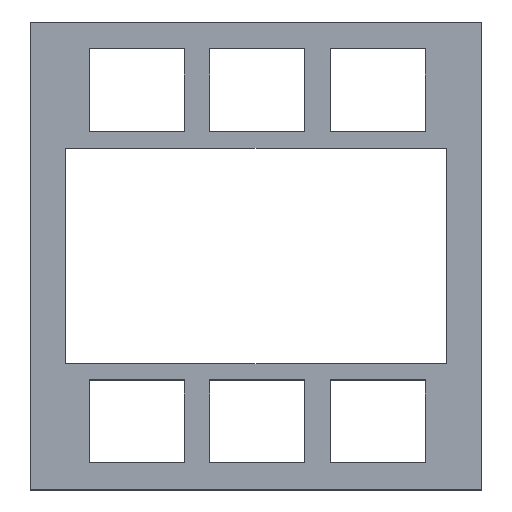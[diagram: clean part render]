
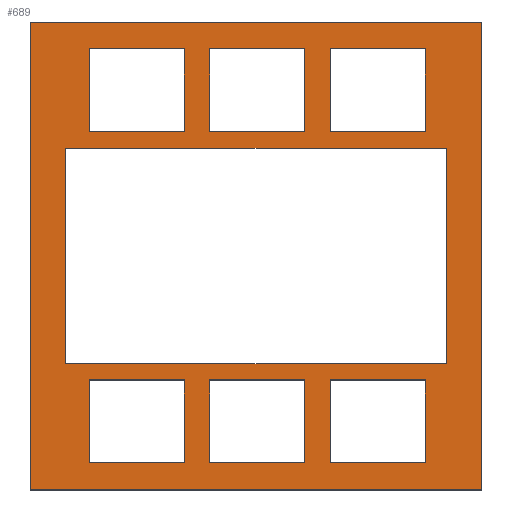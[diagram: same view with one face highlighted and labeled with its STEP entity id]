
A CAD part, top view. The second image highlights one B-rep face of the part: STEP entity #689.
In plain terms, the highlighted planar face has unit normal (0, 0, 1).
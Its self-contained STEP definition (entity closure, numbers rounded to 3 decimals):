
#15=FACE_BOUND('',#64,.T.);
#16=FACE_BOUND('',#65,.T.);
#17=FACE_BOUND('',#66,.T.);
#18=FACE_BOUND('',#67,.T.);
#19=FACE_BOUND('',#68,.T.);
#20=FACE_BOUND('',#69,.T.);
#21=FACE_BOUND('',#70,.T.);
#29=FACE_OUTER_BOUND('',#63,.T.);
#63=EDGE_LOOP('',(#463,#464,#465,#466));
#64=EDGE_LOOP('',(#467,#468,#469,#470));
#65=EDGE_LOOP('',(#471,#472,#473,#474));
#66=EDGE_LOOP('',(#475,#476,#477,#478));
#67=EDGE_LOOP('',(#479,#480,#481,#482));
#68=EDGE_LOOP('',(#483,#484,#485,#486));
#69=EDGE_LOOP('',(#487,#488,#489,#490));
#70=EDGE_LOOP('',(#491,#492,#493,#494));
#111=LINE('',#941,#207);
#112=LINE('',#943,#208);
#113=LINE('',#945,#209);
#114=LINE('',#946,#210);
#115=LINE('',#949,#211);
#116=LINE('',#951,#212);
#117=LINE('',#953,#213);
#118=LINE('',#954,#214);
#119=LINE('',#957,#215);
#120=LINE('',#959,#216);
#121=LINE('',#961,#217);
#122=LINE('',#962,#218);
#123=LINE('',#965,#219);
#124=LINE('',#967,#220);
#125=LINE('',#969,#221);
#126=LINE('',#970,#222);
#127=LINE('',#973,#223);
#128=LINE('',#975,#224);
#129=LINE('',#977,#225);
#130=LINE('',#978,#226);
#131=LINE('',#981,#227);
#132=LINE('',#983,#228);
#133=LINE('',#985,#229);
#134=LINE('',#986,#230);
#135=LINE('',#989,#231);
#136=LINE('',#991,#232);
#137=LINE('',#993,#233);
#138=LINE('',#994,#234);
#139=LINE('',#997,#235);
#140=LINE('',#999,#236);
#141=LINE('',#1001,#237);
#142=LINE('',#1002,#238);
#207=VECTOR('',#775,10.);
#208=VECTOR('',#776,10.);
#209=VECTOR('',#777,10.);
#210=VECTOR('',#778,10.);
#211=VECTOR('',#779,10.);
#212=VECTOR('',#780,10.);
#213=VECTOR('',#781,10.);
#214=VECTOR('',#782,10.);
#215=VECTOR('',#783,10.);
#216=VECTOR('',#784,10.);
#217=VECTOR('',#785,10.);
#218=VECTOR('',#786,10.);
#219=VECTOR('',#787,10.);
#220=VECTOR('',#788,10.);
#221=VECTOR('',#789,10.);
#222=VECTOR('',#790,10.);
#223=VECTOR('',#791,10.);
#224=VECTOR('',#792,10.);
#225=VECTOR('',#793,10.);
#226=VECTOR('',#794,10.);
#227=VECTOR('',#795,10.);
#228=VECTOR('',#796,10.);
#229=VECTOR('',#797,10.);
#230=VECTOR('',#798,10.);
#231=VECTOR('',#799,10.);
#232=VECTOR('',#800,10.);
#233=VECTOR('',#801,10.);
#234=VECTOR('',#802,10.);
#235=VECTOR('',#803,10.);
#236=VECTOR('',#804,10.);
#237=VECTOR('',#805,10.);
#238=VECTOR('',#806,10.);
#303=VERTEX_POINT('',#939);
#304=VERTEX_POINT('',#940);
#305=VERTEX_POINT('',#942);
#306=VERTEX_POINT('',#944);
#307=VERTEX_POINT('',#947);
#308=VERTEX_POINT('',#948);
#309=VERTEX_POINT('',#950);
#310=VERTEX_POINT('',#952);
#311=VERTEX_POINT('',#955);
#312=VERTEX_POINT('',#956);
#313=VERTEX_POINT('',#958);
#314=VERTEX_POINT('',#960);
#315=VERTEX_POINT('',#963);
#316=VERTEX_POINT('',#964);
#317=VERTEX_POINT('',#966);
#318=VERTEX_POINT('',#968);
#319=VERTEX_POINT('',#971);
#320=VERTEX_POINT('',#972);
#321=VERTEX_POINT('',#974);
#322=VERTEX_POINT('',#976);
#323=VERTEX_POINT('',#979);
#324=VERTEX_POINT('',#980);
#325=VERTEX_POINT('',#982);
#326=VERTEX_POINT('',#984);
#327=VERTEX_POINT('',#987);
#328=VERTEX_POINT('',#988);
#329=VERTEX_POINT('',#990);
#330=VERTEX_POINT('',#992);
#331=VERTEX_POINT('',#995);
#332=VERTEX_POINT('',#996);
#333=VERTEX_POINT('',#998);
#334=VERTEX_POINT('',#1000);
#367=EDGE_CURVE('',#303,#304,#111,.T.);
#368=EDGE_CURVE('',#304,#305,#112,.T.);
#369=EDGE_CURVE('',#305,#306,#113,.T.);
#370=EDGE_CURVE('',#306,#303,#114,.T.);
#371=EDGE_CURVE('',#307,#308,#115,.T.);
#372=EDGE_CURVE('',#308,#309,#116,.T.);
#373=EDGE_CURVE('',#309,#310,#117,.T.);
#374=EDGE_CURVE('',#310,#307,#118,.T.);
#375=EDGE_CURVE('',#311,#312,#119,.T.);
#376=EDGE_CURVE('',#313,#311,#120,.T.);
#377=EDGE_CURVE('',#314,#313,#121,.T.);
#378=EDGE_CURVE('',#312,#314,#122,.T.);
#379=EDGE_CURVE('',#315,#316,#123,.T.);
#380=EDGE_CURVE('',#317,#315,#124,.T.);
#381=EDGE_CURVE('',#318,#317,#125,.T.);
#382=EDGE_CURVE('',#316,#318,#126,.T.);
#383=EDGE_CURVE('',#319,#320,#127,.T.);
#384=EDGE_CURVE('',#321,#319,#128,.T.);
#385=EDGE_CURVE('',#322,#321,#129,.T.);
#386=EDGE_CURVE('',#320,#322,#130,.T.);
#387=EDGE_CURVE('',#323,#324,#131,.T.);
#388=EDGE_CURVE('',#325,#323,#132,.T.);
#389=EDGE_CURVE('',#326,#325,#133,.T.);
#390=EDGE_CURVE('',#324,#326,#134,.T.);
#391=EDGE_CURVE('',#327,#328,#135,.T.);
#392=EDGE_CURVE('',#329,#327,#136,.T.);
#393=EDGE_CURVE('',#330,#329,#137,.T.);
#394=EDGE_CURVE('',#328,#330,#138,.T.);
#395=EDGE_CURVE('',#331,#332,#139,.T.);
#396=EDGE_CURVE('',#333,#331,#140,.T.);
#397=EDGE_CURVE('',#334,#333,#141,.T.);
#398=EDGE_CURVE('',#332,#334,#142,.T.);
#463=ORIENTED_EDGE('',*,*,#367,.T.);
#464=ORIENTED_EDGE('',*,*,#368,.T.);
#465=ORIENTED_EDGE('',*,*,#369,.T.);
#466=ORIENTED_EDGE('',*,*,#370,.T.);
#467=ORIENTED_EDGE('',*,*,#371,.T.);
#468=ORIENTED_EDGE('',*,*,#372,.T.);
#469=ORIENTED_EDGE('',*,*,#373,.T.);
#470=ORIENTED_EDGE('',*,*,#374,.T.);
#471=ORIENTED_EDGE('',*,*,#375,.F.);
#472=ORIENTED_EDGE('',*,*,#376,.F.);
#473=ORIENTED_EDGE('',*,*,#377,.F.);
#474=ORIENTED_EDGE('',*,*,#378,.F.);
#475=ORIENTED_EDGE('',*,*,#379,.F.);
#476=ORIENTED_EDGE('',*,*,#380,.F.);
#477=ORIENTED_EDGE('',*,*,#381,.F.);
#478=ORIENTED_EDGE('',*,*,#382,.F.);
#479=ORIENTED_EDGE('',*,*,#383,.F.);
#480=ORIENTED_EDGE('',*,*,#384,.F.);
#481=ORIENTED_EDGE('',*,*,#385,.F.);
#482=ORIENTED_EDGE('',*,*,#386,.F.);
#483=ORIENTED_EDGE('',*,*,#387,.F.);
#484=ORIENTED_EDGE('',*,*,#388,.F.);
#485=ORIENTED_EDGE('',*,*,#389,.F.);
#486=ORIENTED_EDGE('',*,*,#390,.F.);
#487=ORIENTED_EDGE('',*,*,#391,.F.);
#488=ORIENTED_EDGE('',*,*,#392,.F.);
#489=ORIENTED_EDGE('',*,*,#393,.F.);
#490=ORIENTED_EDGE('',*,*,#394,.F.);
#491=ORIENTED_EDGE('',*,*,#395,.F.);
#492=ORIENTED_EDGE('',*,*,#396,.F.);
#493=ORIENTED_EDGE('',*,*,#397,.F.);
#494=ORIENTED_EDGE('',*,*,#398,.F.);
#655=PLANE('',#737);
#689=ADVANCED_FACE('',(#29,#15,#16,#17,#18,#19,#20,#21),#655,.F.);
#737=AXIS2_PLACEMENT_3D('',#938,#773,#774);
#773=DIRECTION('center_axis',(0.,0.,-1.));
#774=DIRECTION('ref_axis',(0.,1.,0.));
#775=DIRECTION('',(0.,1.,0.));
#776=DIRECTION('',(-1.,0.,0.));
#777=DIRECTION('',(0.,-1.,0.));
#778=DIRECTION('',(1.,0.,0.));
#779=DIRECTION('',(1.,0.,0.));
#780=DIRECTION('',(0.,-1.,0.));
#781=DIRECTION('',(-1.,0.,0.));
#782=DIRECTION('',(0.,1.,0.));
#783=DIRECTION('',(1.,0.,0.));
#784=DIRECTION('',(0.,-1.,0.));
#785=DIRECTION('',(-1.,0.,0.));
#786=DIRECTION('',(0.,1.,0.));
#787=DIRECTION('',(0.,-1.,0.));
#788=DIRECTION('',(-1.,0.,0.));
#789=DIRECTION('',(0.,1.,0.));
#790=DIRECTION('',(1.,0.,0.));
#791=DIRECTION('',(0.,-1.,0.));
#792=DIRECTION('',(-1.,0.,0.));
#793=DIRECTION('',(0.,1.,0.));
#794=DIRECTION('',(1.,0.,0.));
#795=DIRECTION('',(1.,0.,0.));
#796=DIRECTION('',(0.,-1.,0.));
#797=DIRECTION('',(-1.,0.,0.));
#798=DIRECTION('',(0.,1.,0.));
#799=DIRECTION('',(1.,0.,0.));
#800=DIRECTION('',(0.,-1.,0.));
#801=DIRECTION('',(-1.,0.,0.));
#802=DIRECTION('',(0.,1.,0.));
#803=DIRECTION('',(0.,-1.,0.));
#804=DIRECTION('',(-1.,0.,0.));
#805=DIRECTION('',(0.,1.,0.));
#806=DIRECTION('',(1.,0.,0.));
#938=CARTESIAN_POINT('Origin',(10.611,6.703,0.5));
#939=CARTESIAN_POINT('',(1.781,-1.844,0.5));
#940=CARTESIAN_POINT('',(1.781,1.844,0.5));
#941=CARTESIAN_POINT('',(1.781,4.273,0.5));
#942=CARTESIAN_POINT('',(-1.781,1.844,0.5));
#943=CARTESIAN_POINT('',(4.415,1.844,0.5));
#944=CARTESIAN_POINT('',(-1.781,-1.844,0.5));
#945=CARTESIAN_POINT('',(-1.781,2.429,0.5));
#946=CARTESIAN_POINT('',(6.196,-1.844,0.5));
#947=CARTESIAN_POINT('',(-1.5,0.85,0.5));
#948=CARTESIAN_POINT('',(1.5,0.85,0.5));
#949=CARTESIAN_POINT('',(6.055,0.85,0.5));
#950=CARTESIAN_POINT('',(1.5,-0.85,0.5));
#951=CARTESIAN_POINT('',(1.5,2.926,0.5));
#952=CARTESIAN_POINT('',(-1.5,-0.85,0.5));
#953=CARTESIAN_POINT('',(4.555,-0.85,0.5));
#954=CARTESIAN_POINT('',(-1.5,3.776,0.5));
#955=CARTESIAN_POINT('',(-1.314,0.983,0.5));
#956=CARTESIAN_POINT('',(-0.564,0.983,0.5));
#957=CARTESIAN_POINT('',(4.648,0.983,0.5));
#958=CARTESIAN_POINT('',(-1.314,1.633,0.5));
#959=CARTESIAN_POINT('',(-1.314,4.168,0.5));
#960=CARTESIAN_POINT('',(-0.564,1.633,0.5));
#961=CARTESIAN_POINT('',(5.023,1.633,0.5));
#962=CARTESIAN_POINT('',(-0.564,3.793,0.5));
#963=CARTESIAN_POINT('',(0.586,1.633,0.5));
#964=CARTESIAN_POINT('',(0.586,0.983,0.5));
#965=CARTESIAN_POINT('',(0.586,4.168,0.5));
#966=CARTESIAN_POINT('',(1.336,1.633,0.5));
#967=CARTESIAN_POINT('',(5.973,1.633,0.5));
#968=CARTESIAN_POINT('',(1.336,0.983,0.5));
#969=CARTESIAN_POINT('',(1.336,3.793,0.5));
#970=CARTESIAN_POINT('',(5.598,0.983,0.5));
#971=CARTESIAN_POINT('',(-0.364,1.633,0.5));
#972=CARTESIAN_POINT('',(-0.364,0.983,0.5));
#973=CARTESIAN_POINT('',(-0.364,3.793,0.5));
#974=CARTESIAN_POINT('',(0.386,1.633,0.5));
#975=CARTESIAN_POINT('',(5.973,1.633,0.5));
#976=CARTESIAN_POINT('',(0.386,0.983,0.5));
#977=CARTESIAN_POINT('',(0.386,4.168,0.5));
#978=CARTESIAN_POINT('',(5.598,0.983,0.5));
#979=CARTESIAN_POINT('',(0.586,-1.627,0.5));
#980=CARTESIAN_POINT('',(1.336,-1.627,0.5));
#981=CARTESIAN_POINT('',(6.883,-1.627,0.5));
#982=CARTESIAN_POINT('',(0.586,-0.977,0.5));
#983=CARTESIAN_POINT('',(0.586,2.538,0.5));
#984=CARTESIAN_POINT('',(1.336,-0.977,0.5));
#985=CARTESIAN_POINT('',(6.883,-0.977,0.5));
#986=CARTESIAN_POINT('',(1.336,2.913,0.5));
#987=CARTESIAN_POINT('',(-1.314,-1.627,0.5));
#988=CARTESIAN_POINT('',(-0.564,-1.627,0.5));
#989=CARTESIAN_POINT('',(4.648,-1.627,0.5));
#990=CARTESIAN_POINT('',(-1.314,-0.977,0.5));
#991=CARTESIAN_POINT('',(-1.314,2.913,0.5));
#992=CARTESIAN_POINT('',(-0.564,-0.977,0.5));
#993=CARTESIAN_POINT('',(5.023,-0.977,0.5));
#994=CARTESIAN_POINT('',(-0.564,2.538,0.5));
#995=CARTESIAN_POINT('',(-0.364,-0.977,0.5));
#996=CARTESIAN_POINT('',(-0.364,-1.627,0.5));
#997=CARTESIAN_POINT('',(-0.364,2.271,0.5));
#998=CARTESIAN_POINT('',(0.386,-0.977,0.5));
#999=CARTESIAN_POINT('',(5.123,-0.977,0.5));
#1000=CARTESIAN_POINT('',(0.386,-1.627,0.5));
#1001=CARTESIAN_POINT('',(0.386,2.426,0.5));
#1002=CARTESIAN_POINT('',(5.498,-1.627,0.5));
